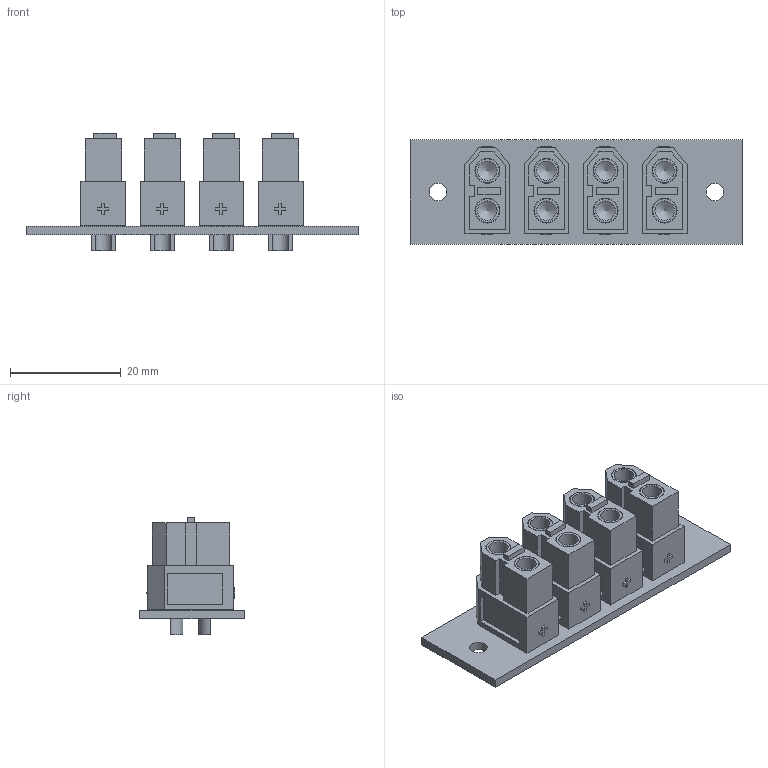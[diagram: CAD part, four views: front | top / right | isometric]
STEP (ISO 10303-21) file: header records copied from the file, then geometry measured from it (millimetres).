
FILE_DESCRIPTION(('KiCad electronic assembly'),'2;1');
FILE_NAME('XT60_panel.step','2021-01-03T06:51:53',('An Author'),( 'A Company'),'Open CASCADE STEP processor 6.9', 'KiCad to STEP converter','Unknown');
FILE_SCHEMA(('AUTOMOTIVE_DESIGN { 1 0 10303 214 1 1 1 1 }'));
Length unit declared in the file: millimetre
Products named in the file (4): Open CASCADE STEP translator 6.9 1; AMASS_XT60-F_1x02_P7.2mm_Vertical; COMPOUND
Assembly tree (6 placements, depth 3):
  Open CASCADE STEP translator 6.9 1
    AMASS_XT60-F_1x02_P7.2mm_Vertical  x4
      COMPOUND
    COMPOUND
Bounding box: 59.94 x 18.8 x 21.2 mm (x, y, z)
Volume: 6482.4 mm3; surface area: 11451.8 mm2
Topology: 13 solids, 13 shells, 344 faces, 858 edges, 572 vertices
Faces by surface type: plane 270, cylinder 58, cone 16
Full cylindrical faces by diameter (mm): 3 x8, 3.2 x2, 3.5 x8, 4.3 x16, 4.5 x16, 6 x8
Entity records: 6555 total; most frequent: CARTESIAN_POINT 1403, DIRECTION 960, LINE 610, VECTOR 610, ORIENTED_EDGE 484, PCURVE 484, DEFINITIONAL_REPRESENTATION 484, EDGE_CURVE 242
